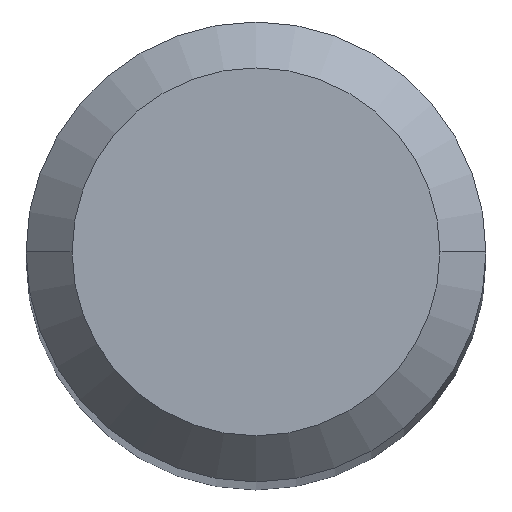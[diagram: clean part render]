
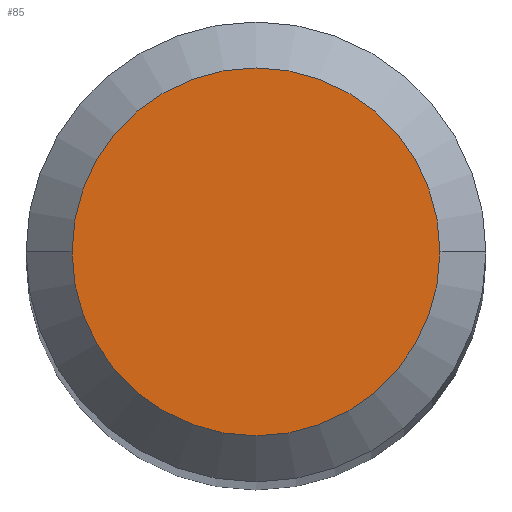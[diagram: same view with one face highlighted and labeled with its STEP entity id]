
A CAD part, top view. The second image highlights one B-rep face of the part: STEP entity #85.
In plain terms, the highlighted planar face has unit normal (0, 0, 1).
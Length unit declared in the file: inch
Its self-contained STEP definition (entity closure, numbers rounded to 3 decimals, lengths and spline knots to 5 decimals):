
#29 = DIRECTION ( 'NONE',  ( 0., 0., 1. ) ) ;
#43 = EDGE_CURVE ( 'NONE', #431, #301, #349, .T. ) ;
#55 = EDGE_CURVE ( 'NONE', #301, #431, #372, .T. ) ;
#67 = FACE_OUTER_BOUND ( 'NONE', #361, .T. ) ;
#85 = ADVANCED_FACE ( 'NONE', ( #67 ), #226, .F. ) ;
#97 = AXIS2_PLACEMENT_3D ( 'NONE', #272, #390, #421 ) ;
#146 = DIRECTION ( 'NONE',  ( 1., 0., 0. ) ) ;
#182 = ORIENTED_EDGE ( 'NONE', *, *, #43, .T. ) ;
#188 = CARTESIAN_POINT ( 'NONE',  ( 0., 0., 0. ) ) ;
#226 = PLANE ( 'NONE',  #97 ) ;
#272 = CARTESIAN_POINT ( 'NONE',  ( 0., 0., 0. ) ) ;
#288 = CARTESIAN_POINT ( 'NONE',  ( -0.063, 0., 0. ) ) ;
#295 = CARTESIAN_POINT ( 'NONE',  ( 0.063, 0., 0. ) ) ;
#301 = VERTEX_POINT ( 'NONE', #295 ) ;
#307 = DIRECTION ( 'NONE',  ( 1., 0., 0. ) ) ;
#340 = DIRECTION ( 'NONE',  ( 0., 0., 1. ) ) ;
#349 = CIRCLE ( 'NONE', #389, 0.063 ) ;
#361 = EDGE_LOOP ( 'NONE', ( #182, #435 ) ) ;
#372 = CIRCLE ( 'NONE', #391, 0.063 ) ;
#389 = AXIS2_PLACEMENT_3D ( 'NONE', #188, #340, #146 ) ;
#390 = DIRECTION ( 'NONE',  ( 0., 0., -1. ) ) ;
#391 = AXIS2_PLACEMENT_3D ( 'NONE', #419, #29, #307 ) ;
#419 = CARTESIAN_POINT ( 'NONE',  ( 0., 0., 0. ) ) ;
#421 = DIRECTION ( 'NONE',  ( -1., 0., 0. ) ) ;
#431 = VERTEX_POINT ( 'NONE', #288 ) ;
#435 = ORIENTED_EDGE ( 'NONE', *, *, #55, .T. ) ;
